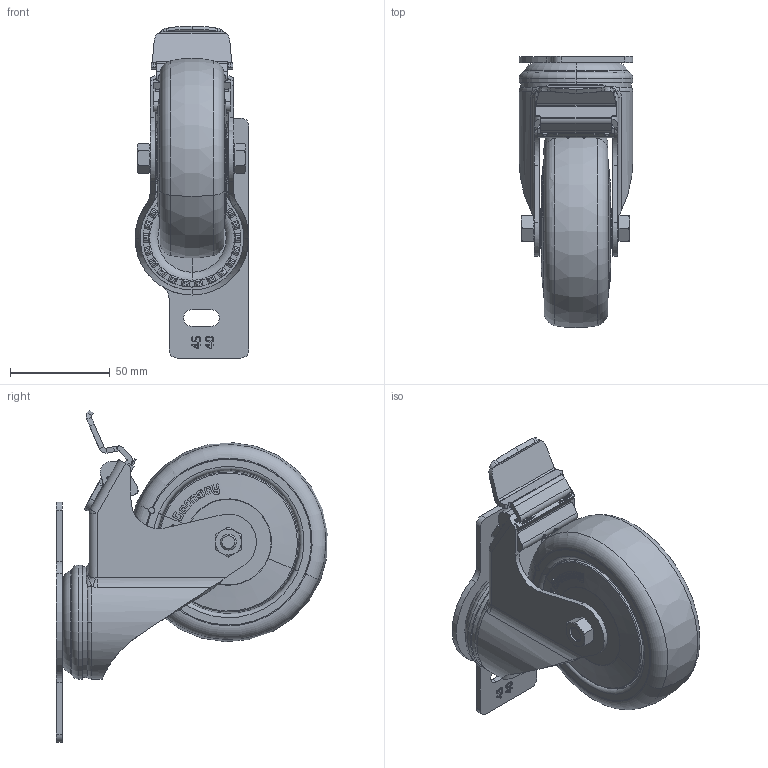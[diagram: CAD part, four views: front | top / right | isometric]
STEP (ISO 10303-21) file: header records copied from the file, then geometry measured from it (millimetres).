
FILE_DESCRIPTION (( 'STEP AP214' ), '1' );
FILE_NAME ('Accessories for aluminium profiles098S100UD4045NESD.step', '2016-10-19T13:21:27', ( '' ), ( '' ), 'SwSTEP 2.0', 'SolidWorks 2016', '' );
FILE_SCHEMA (( 'AUTOMOTIVE_DESIGN' ));
Length unit declared in the file: millimetre
Products named in the file (5): PATH_101_8K-ELS-FK-845660_214_selction no pls; 4DIN931M08048MS01; 4DIN934M08M; 098S4045R.u.Tab_098S100D4045; Accessories for aluminium profiles098S100UD4045NESD
Assembly tree (4 placements, depth 2):
  Accessories for aluminium profiles098S100UD4045NESD
    098S4045R.u.Tab_098S100D4045
    4DIN934M08M
    4DIN931M08048MS01
    PATH_101_8K-ELS-FK-845660_214_selction no pls
Bounding box: 57 x 135.65 x 166.07 mm (x, y, z)
Volume: 272575 mm3; surface area: 101333.9 mm2
Topology: 5 solids, 7 shells, 2599 faces, 6972 edges, 4515 vertices
Faces by surface type: plane 1156, bspline 767, cylinder 393, cone 147, torus 133, sphere 3
Entity records: 134940 total; most frequent: CARTESIAN_POINT 62008, ORIENTED_EDGE 13928, DIRECTION 8854, EDGE_CURVE 6964, VERTEX_POINT 4513, LINE 3304, VECTOR 3304, AXIS2_PLACEMENT_3D 2775
